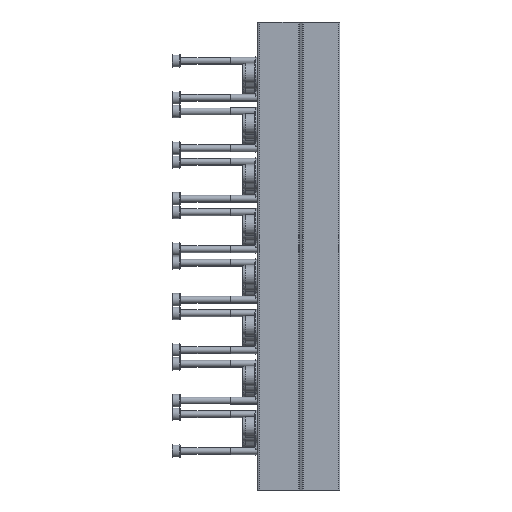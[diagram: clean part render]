
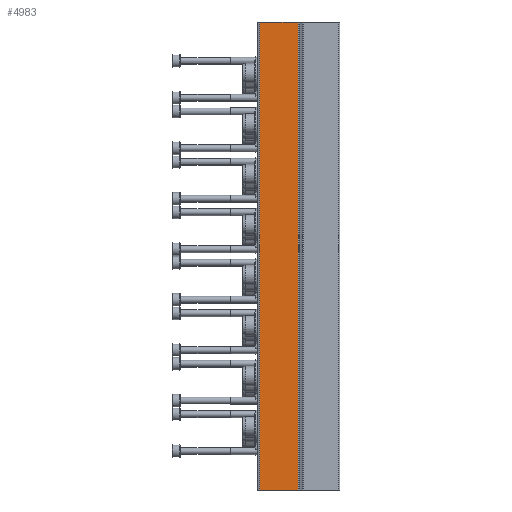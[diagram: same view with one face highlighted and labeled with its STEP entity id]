
A CAD part, left-side view. The second image highlights one B-rep face of the part: STEP entity #4983.
In plain terms, the highlighted planar face has unit normal (-1, 0, 0).
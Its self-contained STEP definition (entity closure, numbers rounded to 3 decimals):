
#242=PLANE('',#5371);
#766=ORIENTED_EDGE('',*,*,#2042,.F.);
#767=ORIENTED_EDGE('',*,*,#2041,.F.);
#768=ORIENTED_EDGE('',*,*,#2043,.T.);
#769=ORIENTED_EDGE('',*,*,#2044,.T.);
#2041=EDGE_CURVE('',#2679,#2677,#3145,.T.);
#2042=EDGE_CURVE('',#2677,#2680,#3146,.T.);
#2043=EDGE_CURVE('',#2679,#2681,#3147,.T.);
#2044=EDGE_CURVE('',#2681,#2680,#3148,.T.);
#2677=VERTEX_POINT('',#8170);
#2679=VERTEX_POINT('',#8174);
#2680=VERTEX_POINT('',#8178);
#2681=VERTEX_POINT('',#8180);
#3145=LINE('',#8175,#3446);
#3146=LINE('',#8177,#3447);
#3147=LINE('',#8179,#3448);
#3148=LINE('',#8181,#3449);
#3446=VECTOR('',#6061,1000.);
#3447=VECTOR('',#6064,1000.);
#3448=VECTOR('',#6065,1000.);
#3449=VECTOR('',#6066,1000.);
#3761=EDGE_LOOP('',(#766,#767,#768,#769));
#4322=FACE_BOUND('',#3761,.T.);
#4983=ADVANCED_FACE('',(#4322),#242,.T.);
#5371=AXIS2_PLACEMENT_3D('',#8176,#6062,#6063);
#6061=DIRECTION('',(0.,0.,1.));
#6062=DIRECTION('',(-1.,0.,0.));
#6063=DIRECTION('',(0.,0.,1.));
#6064=DIRECTION('',(0.,-1.,0.));
#6065=DIRECTION('',(0.,-1.,0.));
#6066=DIRECTION('',(0.,0.,1.));
#8170=CARTESIAN_POINT('',(-32.1,35.,0.));
#8174=CARTESIAN_POINT('',(-32.1,35.,-204.));
#8175=CARTESIAN_POINT('',(-32.1,35.,-204.));
#8176=CARTESIAN_POINT('',(-32.1,35.,-204.));
#8177=CARTESIAN_POINT('',(-32.1,35.,0.));
#8178=CARTESIAN_POINT('',(-32.1,18.111,0.));
#8179=CARTESIAN_POINT('',(-32.1,35.,-204.));
#8180=CARTESIAN_POINT('',(-32.1,18.111,-204.));
#8181=CARTESIAN_POINT('',(-32.1,18.111,-204.));
